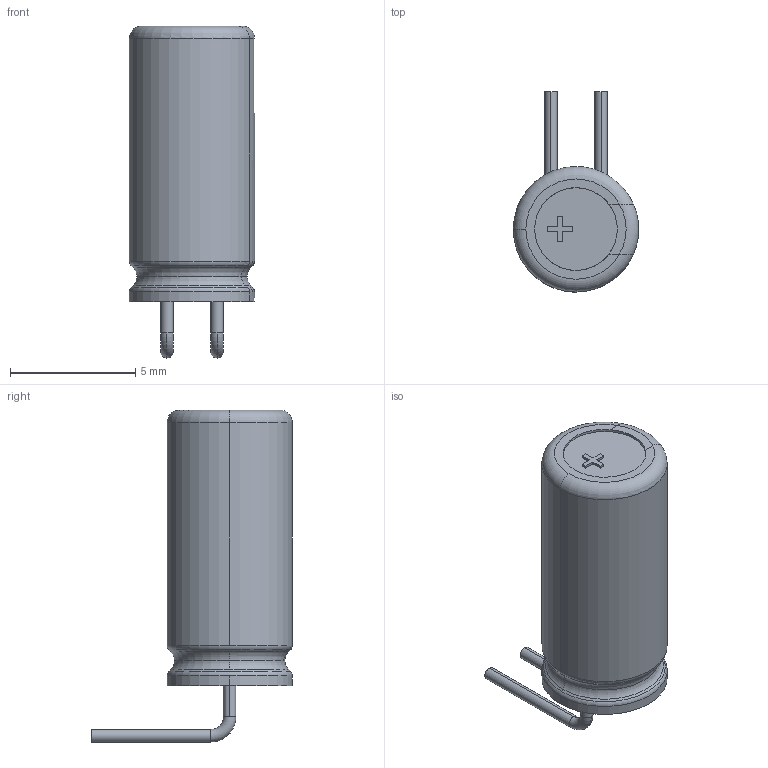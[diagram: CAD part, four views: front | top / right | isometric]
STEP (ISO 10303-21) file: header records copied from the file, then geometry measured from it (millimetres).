
FILE_DESCRIPTION (( 'STEP AP214' ), '1' );
FILE_NAME ('Capacitors_D?H?A_D05.0?H11.0?A02.00?d0.5_3.STEP', '2022-10-21T09:56:41', ( 'Zhukovsky' ), ( '' ), 'SwSTEP 2.0', 'SolidWorks 2017', '' );
FILE_SCHEMA (( 'AUTOMOTIVE_DESIGN' ));
Length unit declared in the file: millimetre
Products named in the file (1): Capacitors_D?H?A_D05.0?H11.0?A02.00?d0.5_3
Bounding box: 5 x 8 x 13.25 mm (x, y, z)
Volume: 214.2 mm3; surface area: 234 mm2
Topology: 1 solids, 1 shells, 58 faces, 139 edges, 86 vertices
Faces by surface type: torus 19, plane 19, cylinder 16, cone 4
Entity records: 2398 total; most frequent: CARTESIAN_POINT 336, DIRECTION 318, ORIENTED_EDGE 278, EDGE_CURVE 139, AXIS2_PLACEMENT_3D 130, VERTEX_POINT 86, CIRCLE 71, UNCERTAINTY_MEASURE_WITH_UNIT 61
